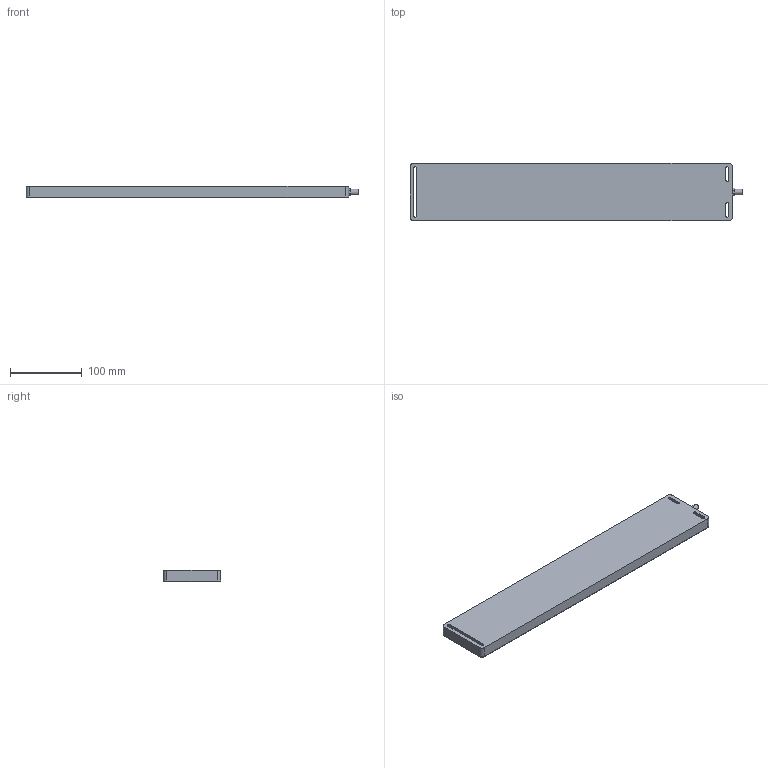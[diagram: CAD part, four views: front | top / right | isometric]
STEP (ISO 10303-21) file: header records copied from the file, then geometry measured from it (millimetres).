
FILE_DESCRIPTION(/* description */ ('Alibre Inc.'),/* implementation_level */ '2;1');
FILE_NAME(/* name */ 'export0',/* time_stamp */ '2016-04-04T10:19:11+02:00',/* author */ (''),/* organization */ (''),/* preprocessor_version */ 'ST-DEVELOPER v14',/* originating_system */ 'Alibre',/* authorisation */ '');
FILE_SCHEMA (('CONFIG_CONTROL_DESIGN'));
Length unit declared in the file: centimetre
Products named in the file (1): ID_1
Bounding box: 463 x 80 x 16 mm (x, y, z)
Volume: 560675.1 mm3; surface area: 95993.8 mm2
Topology: 1 solids, 2 shells, 107 faces, 265 edges, 174 vertices
Faces by surface type: plane 58, cylinder 45, torus 4
Full cylindrical faces by diameter (mm): 1 x4, 6 x1, 6.647 x1, 7.8 x1
Entity records: 3185 total; most frequent: CARTESIAN_POINT 538, ORIENTED_EDGE 516, DIRECTION 505, EDGE_CURVE 258, AXIS2_PLACEMENT_3D 202, VERTEX_POINT 174, VECTOR 162, LINE 162
